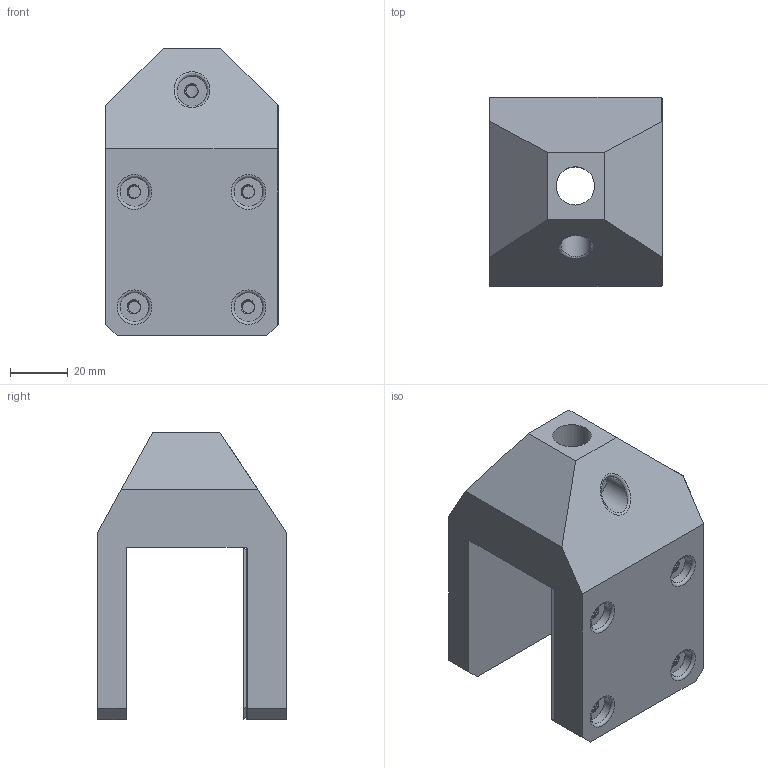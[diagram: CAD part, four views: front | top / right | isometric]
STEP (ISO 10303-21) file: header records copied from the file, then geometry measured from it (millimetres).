
FILE_DESCRIPTION(/* description */ (''),/* implementation_level */ '2;1');
FILE_NAME(/* name */ 'Malm headboard clamp v3.step',/* time_stamp */ '2023-05-24T19:00:22+01:00',/* author */ (''),/* organization */ (''),/* preprocessor_version */ 'ST-DEVELOPER v19.2',/* originating_system */ 'Autodesk Translation Framework v12.4.0.73',/* authorisation */ '');
FILE_SCHEMA (('AUTOMOTIVE_DESIGN { 1 0 10303 214 3 1 1 }'));
Length unit declared in the file: millimetre
Products named in the file (3): Malm headboard clamp; lamp mount; Component2
Assembly tree (2 placements, depth 2):
  Malm headboard clamp
    lamp mount
    Component2
Bounding box: 60 x 65.6 x 100 mm (x, y, z)
Volume: 178346.3 mm3; surface area: 40889.8 mm2
Topology: 2 solids, 2 shells, 147 faces, 403 edges, 265 vertices
Faces by surface type: cylinder 83, plane 49, bspline 11, torus 4
Full cylindrical faces by diameter (mm): 4.234 x14, 5.12 x14, 10 x4, 10.5 x1, 13.3 x1
Entity records: 9988 total; most frequent: CARTESIAN_POINT 6469, ORIENTED_EDGE 806, DIRECTION 560, EDGE_CURVE 403, VERTEX_POINT 265, AXIS2_PLACEMENT_3D 191, LINE 178, VECTOR 178
